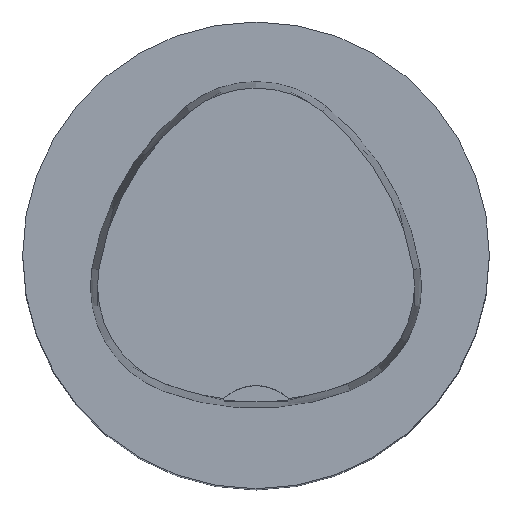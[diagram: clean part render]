
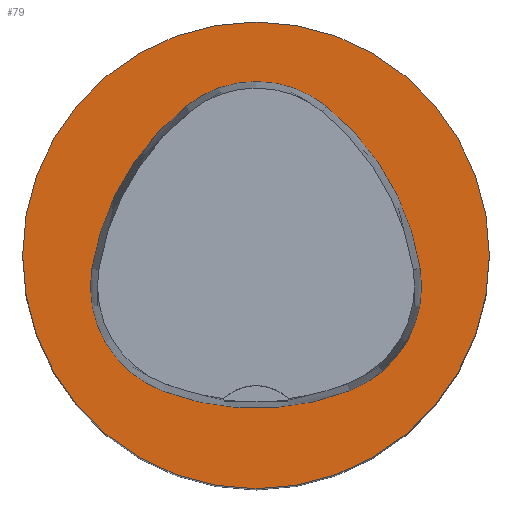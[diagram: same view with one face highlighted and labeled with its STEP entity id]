
A CAD part, top view. The second image highlights one B-rep face of the part: STEP entity #79.
In plain terms, the highlighted planar face has unit normal (0, 0, 1).
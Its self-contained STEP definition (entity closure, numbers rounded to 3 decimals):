
#35=PLANE('',#273);
#79=ADVANCED_FACE('',(#90,#91),#35,.T.);
#90=FACE_BOUND('',#107,.T.);
#91=FACE_BOUND('',#108,.T.);
#107=EDGE_LOOP('',(#156,#157,#158,#159,#160,#161));
#108=EDGE_LOOP('',(#162));
#156=ORIENTED_EDGE('',*,*,#219,.T.);
#157=ORIENTED_EDGE('',*,*,#199,.T.);
#158=ORIENTED_EDGE('',*,*,#203,.T.);
#159=ORIENTED_EDGE('',*,*,#206,.T.);
#160=ORIENTED_EDGE('',*,*,#209,.T.);
#161=ORIENTED_EDGE('',*,*,#217,.T.);
#162=ORIENTED_EDGE('',*,*,#197,.F.);
#176=VERTEX_POINT('',#366);
#178=VERTEX_POINT('',#371);
#179=VERTEX_POINT('',#372);
#182=VERTEX_POINT('',#380);
#184=VERTEX_POINT('',#386);
#186=VERTEX_POINT('',#392);
#193=VERTEX_POINT('',#413);
#197=EDGE_CURVE('',#176,#176,#226,.T.);
#199=EDGE_CURVE('',#178,#179,#228,.T.);
#203=EDGE_CURVE('',#179,#182,#230,.T.);
#206=EDGE_CURVE('',#182,#184,#232,.T.);
#209=EDGE_CURVE('',#184,#186,#234,.T.);
#217=EDGE_CURVE('',#186,#193,#238,.T.);
#219=EDGE_CURVE('',#193,#178,#240,.T.);
#226=CIRCLE('',#248,25.0);
#228=CIRCLE('',#251,28.0);
#230=CIRCLE('',#254,12.0);
#232=CIRCLE('',#257,28.0);
#234=CIRCLE('',#260,12.0);
#238=CIRCLE('',#265,28.0);
#240=CIRCLE('',#268,12.0);
#248=AXIS2_PLACEMENT_3D('',#365,#286,#287);
#251=AXIS2_PLACEMENT_3D('',#370,#292,#293);
#254=AXIS2_PLACEMENT_3D('',#379,#300,#301);
#257=AXIS2_PLACEMENT_3D('',#385,#307,#308);
#260=AXIS2_PLACEMENT_3D('',#391,#314,#315);
#265=AXIS2_PLACEMENT_3D('',#414,#326,#327);
#268=AXIS2_PLACEMENT_3D('',#417,#332,#333);
#273=AXIS2_PLACEMENT_3D('',#422,#342,#343);
#286=DIRECTION('',(0.0,0.0,-1.0));
#287=DIRECTION('',(-1.0,0.0,0.0));
#292=DIRECTION('',(0.0,0.0,-1.0));
#293=DIRECTION('',(-1.0,0.0,0.0));
#300=DIRECTION('',(0.0,0.0,-1.0));
#301=DIRECTION('',(-1.0,0.0,0.0));
#307=DIRECTION('',(0.0,0.0,-1.0));
#308=DIRECTION('',(-1.0,0.0,0.0));
#314=DIRECTION('',(0.0,0.0,-1.0));
#315=DIRECTION('',(-1.0,0.0,0.0));
#326=DIRECTION('',(0.0,0.0,-1.0));
#327=DIRECTION('',(-1.0,0.0,0.0));
#332=DIRECTION('',(0.0,0.0,-1.0));
#333=DIRECTION('',(-1.0,0.0,0.0));
#342=DIRECTION('',(0.0,0.0,1.0));
#343=DIRECTION('',(-1.0,0.0,0.0));
#365=CARTESIAN_POINT('',(0.0,0.0,0.0));
#366=CARTESIAN_POINT('',(-25.0,0.0,0.0));
#370=CARTESIAN_POINT('',(10.068,-5.824,0.0));
#371=CARTESIAN_POINT('',(-17.584,-1.424,0.0));
#372=CARTESIAN_POINT('',(-7.531,15.953,0.0));
#379=CARTESIAN_POINT('',(0.011,6.62,0.0));
#380=CARTESIAN_POINT('',(7.567,15.942,0.0));
#385=CARTESIAN_POINT('',(-10.063,-5.81,0.0));
#386=CARTESIAN_POINT('',(17.59,-1.418,0.0));
#391=CARTESIAN_POINT('',(5.739,-3.3,0.0));
#392=CARTESIAN_POINT('',(10.05,-14.499,0.0));
#413=CARTESIAN_POINT('',(-10.025,-14.516,0.0));
#414=CARTESIAN_POINT('',(-0.01,11.631,0.0));
#417=CARTESIAN_POINT('',(-5.733,-3.31,0.0));
#422=CARTESIAN_POINT('',(0.0,0.0,0.0));
